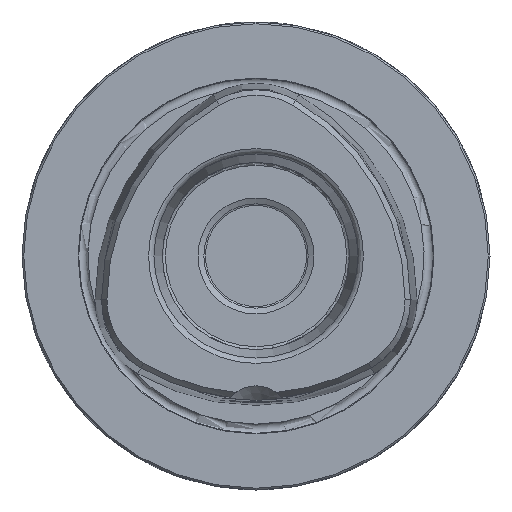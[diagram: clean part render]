
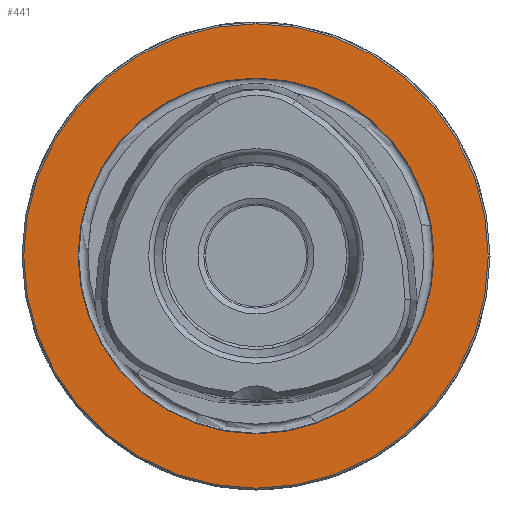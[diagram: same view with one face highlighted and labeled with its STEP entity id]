
A CAD part, left-side view. The second image highlights one B-rep face of the part: STEP entity #441.
In plain terms, the highlighted planar face has unit normal (-1, 0, 0).
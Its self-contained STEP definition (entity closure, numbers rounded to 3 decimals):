
#441 = ADVANCED_FACE( '', ( #977, #978 ), #979, .T. );
#977 = FACE_OUTER_BOUND( '', #1704, .T. );
#978 = FACE_BOUND( '', #1705, .T. );
#979 = PLANE( '', #1706 );
#1704 = EDGE_LOOP( '', ( #2625 ) );
#1705 = EDGE_LOOP( '', ( #2626 ) );
#1706 = AXIS2_PLACEMENT_3D( '', #2627, #2628, #2629 );
#2625 = ORIENTED_EDGE( '', *, *, #3917, .T. );
#2626 = ORIENTED_EDGE( '', *, *, #3963, .F. );
#2627 = CARTESIAN_POINT( '', ( 0., 0., 30.25 ) );
#2628 = DIRECTION( '', ( -1., 0., 0. ) );
#2629 = DIRECTION( '', ( 0., 0., 1. ) );
#3917 = EDGE_CURVE( '', #4570, #4570, #4571, .T. );
#3963 = EDGE_CURVE( '', #4646, #4646, #4647, .T. );
#4570 = VERTEX_POINT( '', #5498 );
#4571 = CIRCLE( '', #5499, 39.7 );
#4646 = VERTEX_POINT( '', #5589 );
#4647 = CIRCLE( '', #5590, 30.414 );
#5498 = CARTESIAN_POINT( '', ( 0., 0., 39.7 ) );
#5499 = AXIS2_PLACEMENT_3D( '', #7150, #7151, #7152 );
#5589 = CARTESIAN_POINT( '', ( 0., 0., 30.414 ) );
#5590 = AXIS2_PLACEMENT_3D( '', #7225, #7226, #7227 );
#7150 = CARTESIAN_POINT( '', ( 0., 0., 0. ) );
#7151 = DIRECTION( '', ( -1., 0., 0. ) );
#7152 = DIRECTION( '', ( 0., 0., 1. ) );
#7225 = CARTESIAN_POINT( '', ( 0., 0., 0. ) );
#7226 = DIRECTION( '', ( -1., 0., 0. ) );
#7227 = DIRECTION( '', ( 0., 0., 1. ) );
